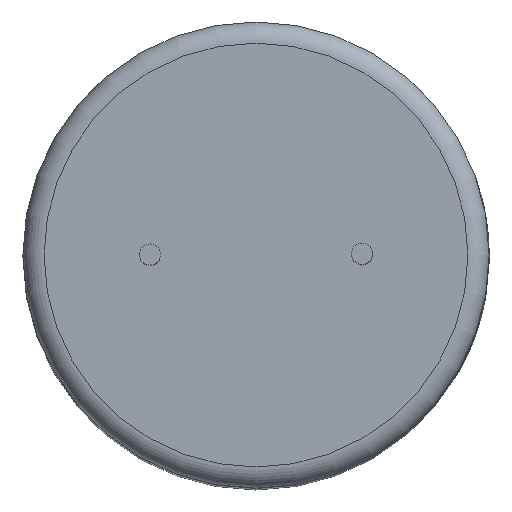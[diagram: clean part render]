
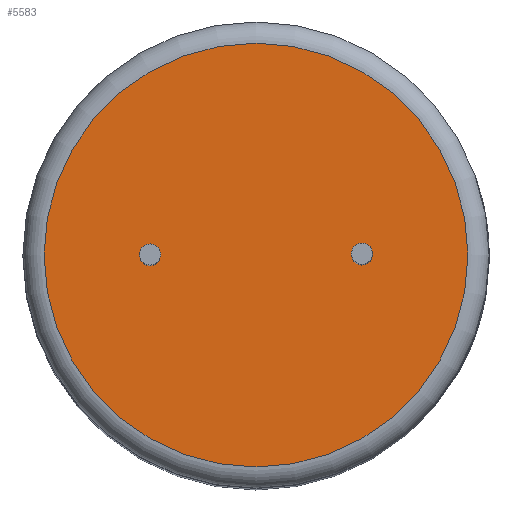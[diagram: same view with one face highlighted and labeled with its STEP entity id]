
A CAD part, top view. The second image highlights one B-rep face of the part: STEP entity #5583.
In plain terms, the highlighted planar face has unit normal (0, 0, 1).
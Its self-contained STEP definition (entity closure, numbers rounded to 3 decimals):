
#55=FACE_BOUND('',#2046,.T.);
#56=FACE_BOUND('',#2047,.T.);
#1717=FACE_OUTER_BOUND('',#2045,.T.);
#2045=EDGE_LOOP('',(#5123,#5124));
#2046=EDGE_LOOP('',(#5125));
#2047=EDGE_LOOP('',(#5126));
#2054=CIRCLE('',#5612,0.5);
#2056=CIRCLE('',#5615,0.5);
#2107=CIRCLE('',#5814,10.);
#2111=CIRCLE('',#5818,10.);
#2127=VERTEX_POINT('',#6741);
#2129=VERTEX_POINT('',#6747);
#2663=VERTEX_POINT('',#12105);
#2664=VERTEX_POINT('',#12106);
#2678=EDGE_CURVE('',#2127,#2127,#2054,.T.);
#2681=EDGE_CURVE('',#2129,#2129,#2056,.T.);
#3482=EDGE_CURVE('',#2663,#2664,#2107,.T.);
#3486=EDGE_CURVE('',#2664,#2663,#2111,.T.);
#5123=ORIENTED_EDGE('',*,*,#3482,.F.);
#5124=ORIENTED_EDGE('',*,*,#3486,.F.);
#5125=ORIENTED_EDGE('',*,*,#2678,.T.);
#5126=ORIENTED_EDGE('',*,*,#2681,.T.);
#5284=PLANE('',#5822);
#5583=ADVANCED_FACE('',(#1717,#55,#56),#5284,.T.);
#5612=AXIS2_PLACEMENT_3D('',#6743,#5849,#5850);
#5615=AXIS2_PLACEMENT_3D('',#6749,#5856,#5857);
#5814=AXIS2_PLACEMENT_3D('',#12107,#6682,#6683);
#5818=AXIS2_PLACEMENT_3D('',#12113,#6690,#6691);
#5822=AXIS2_PLACEMENT_3D('',#12120,#6699,#6700);
#5849=DIRECTION('center_axis',(0.,0.,-1.));
#5850=DIRECTION('ref_axis',(-1.,0.,0.));
#5856=DIRECTION('center_axis',(0.,0.,-1.));
#5857=DIRECTION('ref_axis',(-1.,0.,0.));
#6682=DIRECTION('center_axis',(0.,0.,-1.));
#6683=DIRECTION('ref_axis',(-1.,0.,0.));
#6690=DIRECTION('center_axis',(0.,0.,-1.));
#6691=DIRECTION('ref_axis',(-1.,0.,0.));
#6699=DIRECTION('center_axis',(0.,0.,1.));
#6700=DIRECTION('ref_axis',(1.,0.,0.));
#6741=CARTESIAN_POINT('',(5.5,0.029,25.));
#6743=CARTESIAN_POINT('Origin',(5.,0.029,25.));
#6747=CARTESIAN_POINT('',(-4.5,0.,25.));
#6749=CARTESIAN_POINT('Origin',(-5.,0.,25.));
#12105=CARTESIAN_POINT('',(10.,0.,25.));
#12106=CARTESIAN_POINT('',(-10.,0.,25.));
#12107=CARTESIAN_POINT('Origin',(0.,0.,25.));
#12113=CARTESIAN_POINT('Origin',(0.,0.,25.));
#12120=CARTESIAN_POINT('Origin',(0.,0.,25.));
